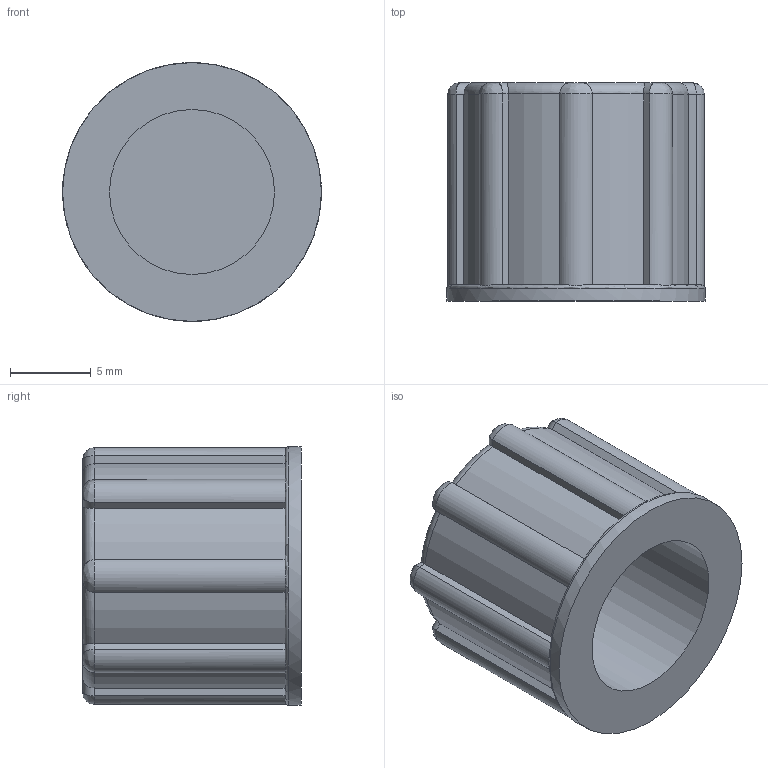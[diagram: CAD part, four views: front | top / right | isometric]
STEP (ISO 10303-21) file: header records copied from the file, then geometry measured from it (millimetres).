
FILE_DESCRIPTION(/* description */ (''),/* implementation_level */ '2;1');
FILE_NAME(/* name */ 'Schutzkappe_M12x1.stp',/* time_stamp */ '2016-09-21T13:28:23+02:00',/* author */ (''),/* organization */ (''),/* preprocessor_version */ 'ST-DEVELOPER v16',/* originating_system */ 'SIEMENS PLM Software NX 10.0',/* authorisation */ '');
FILE_SCHEMA (('AUTOMOTIVE_DESIGN { 1 0 10303 214 3 1 1 1 }'));
Length unit declared in the file: millimetre
Products named in the file (1): 5016055__Schutzkappe_part_65685
Bounding box: 16 x 13.5 x 16 mm (x, y, z)
Volume: 1259.2 mm3; surface area: 1514 mm2
Topology: 1 solids, 1 shells, 78 faces, 193 edges, 118 vertices
Faces by surface type: cylinder 34, plane 27, torus 9, bspline 8
Full cylindrical faces by diameter (mm): 10.2 x1, 16 x1
Entity records: 2959 total; most frequent: CARTESIAN_POINT 1174, ORIENTED_EDGE 376, DIRECTION 358, EDGE_CURVE 188, AXIS2_PLACEMENT_3D 139, VERTEX_POINT 116, EDGE_LOOP 82, LINE 80
